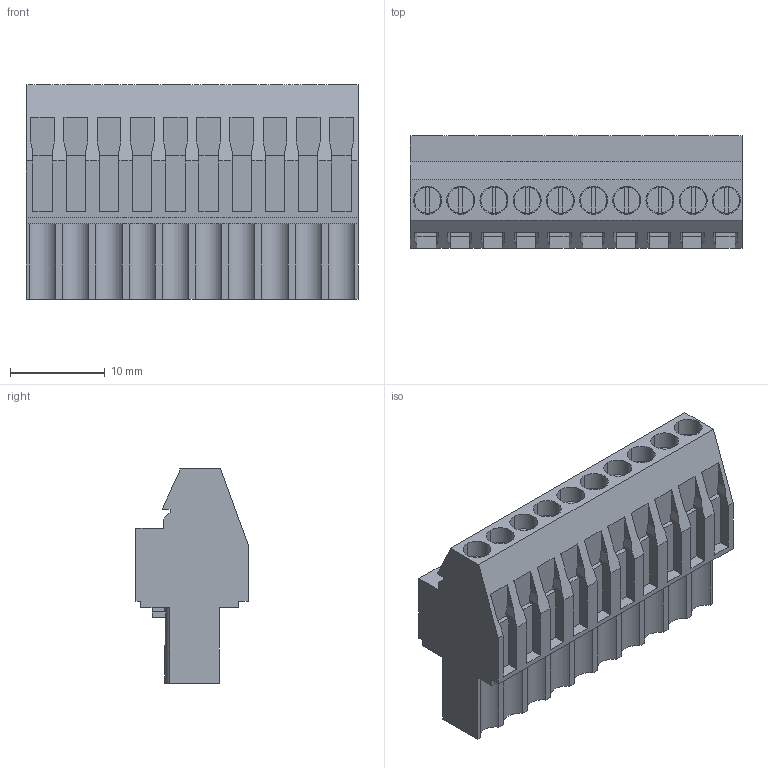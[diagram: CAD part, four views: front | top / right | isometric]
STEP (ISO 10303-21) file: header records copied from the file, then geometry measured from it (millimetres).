
FILE_DESCRIPTION(('CATIA V5 STEP Exchange','CAx-IF Rec.Pracs.--- Model Styling and Organization---1.2---2011-12-15'),'2;1');
FILE_NAME ('D1454014_0_1638630000_1638630000.stp','2017-04-18T07:16:39+00:00',('none'),('Weidmueller'),'CATIA Version 5-6 Release 2014','CATIA V5 STEP AP214','none');
FILE_SCHEMA(('AUTOMOTIVE_DESIGN { 1 0 10303 214 1 1 1 1 }'));
Length unit declared in the file: millimetre
Products named in the file (1): 1638630000
Bounding box: 35 x 11.83 x 22.6 mm (x, y, z)
Volume: 5384.5 mm3; surface area: 4192.7 mm2
Topology: 11 solids, 11 shells, 582 faces, 1605 edges, 1085 vertices
Faces by surface type: plane 502, cylinder 80
Entity records: 17312 total; most frequent: ORIENTED_EDGE 3210, CARTESIAN_POINT 3198, DIRECTION 2359, EDGE_CURVE 1605, VECTOR 1345, LINE 1345, VERTEX_POINT 1085, AXIS2_PLACEMENT_3D 628
